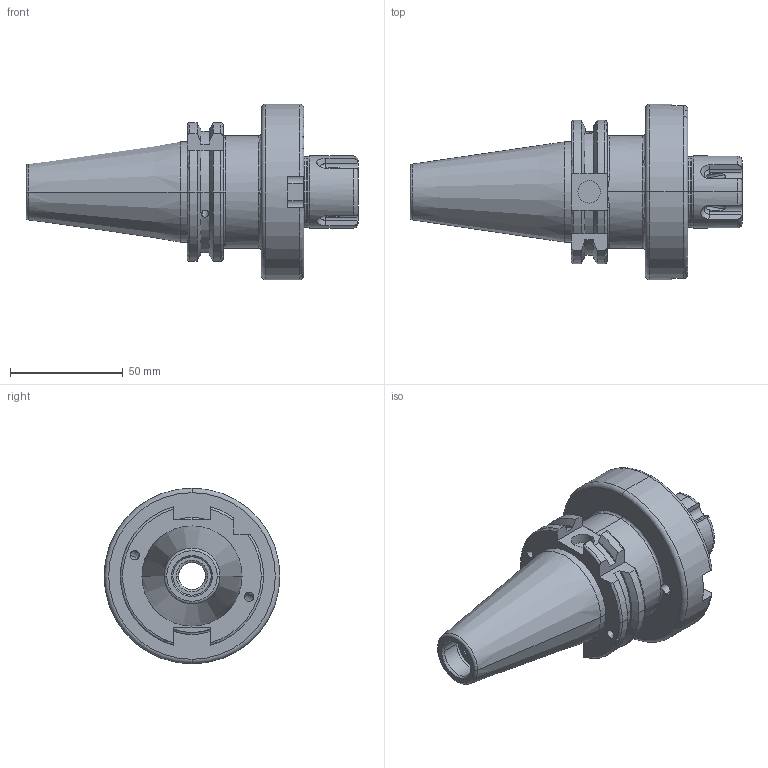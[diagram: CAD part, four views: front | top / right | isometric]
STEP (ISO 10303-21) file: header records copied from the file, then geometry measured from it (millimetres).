
FILE_DESCRIPTION (( 'STEP AP214' ), '1' );
FILE_NAME ('91406-AS332055.STEP', '2019-01-24T04:21:35', ( '' ), ( '' ), 'SwSTEP 2.0', 'SolidWorks 2018', '' );
FILE_SCHEMA (( 'AUTOMOTIVE_DESIGN' ));
Length unit declared in the file: millimetre
Products named in the file (1): 91406-AS332055
Bounding box: 147.4 x 78 x 78 mm (x, y, z)
Volume: 227354.6 mm3; surface area: 39987.7 mm2
Topology: 1 solids, 1 shells, 179 faces, 487 edges, 308 vertices
Faces by surface type: cylinder 64, plane 49, torus 30, cone 26, bspline 6, sphere 4
Entity records: 7595 total; most frequent: CARTESIAN_POINT 2387, ORIENTED_EDGE 970, DIRECTION 943, EDGE_CURVE 485, AXIS2_PLACEMENT_3D 378, VERTEX_POINT 308, CIRCLE 204, EDGE_LOOP 201
